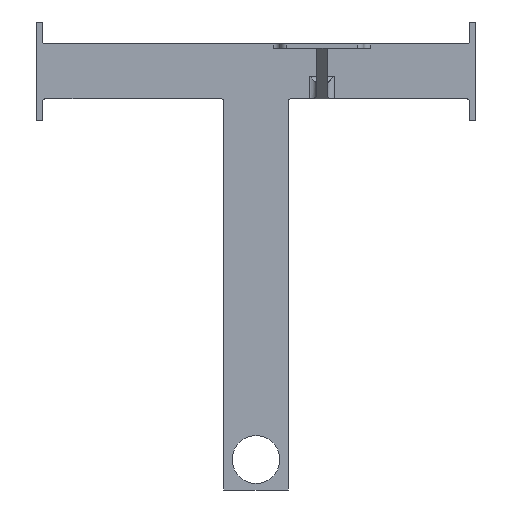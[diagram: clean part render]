
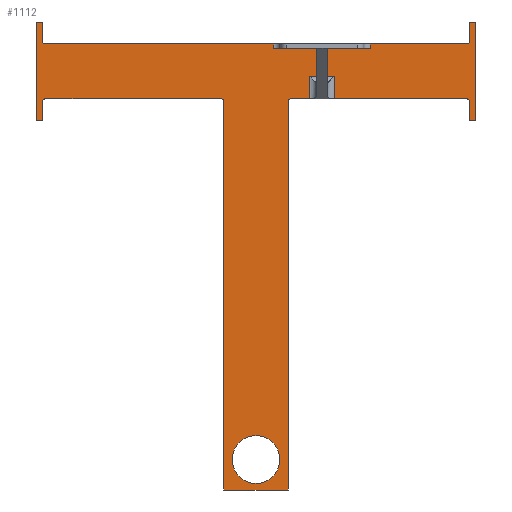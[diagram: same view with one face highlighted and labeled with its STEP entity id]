
A CAD part, front view. The second image highlights one B-rep face of the part: STEP entity #1112.
In plain terms, the highlighted planar face has unit normal (0, -1, 0).
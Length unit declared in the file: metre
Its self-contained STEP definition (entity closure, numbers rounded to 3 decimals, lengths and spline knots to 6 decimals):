
#50=LINE('',#1668,#141);
#54=LINE('',#1676,#145);
#58=LINE('',#1693,#149);
#62=LINE('',#1710,#153);
#66=LINE('',#1727,#157);
#68=LINE('',#1731,#159);
#74=LINE('',#1744,#165);
#77=LINE('',#1750,#168);
#79=LINE('',#1760,#170);
#83=LINE('',#1768,#174);
#84=LINE('',#1770,#175);
#85=LINE('',#1773,#176);
#86=LINE('',#1776,#177);
#87=LINE('',#1780,#178);
#88=LINE('',#1781,#179);
#89=LINE('',#1785,#180);
#90=LINE('',#1788,#181);
#91=LINE('',#1790,#182);
#92=LINE('',#1792,#183);
#93=LINE('',#1795,#184);
#94=LINE('',#1799,#185);
#95=LINE('',#1800,#186);
#96=LINE('',#1804,#187);
#97=LINE('',#1809,#188);
#141=VECTOR('',#1322,1.);
#145=VECTOR('',#1326,1.);
#149=VECTOR('',#1340,1.);
#153=VECTOR('',#1354,1.);
#157=VECTOR('',#1368,1.);
#159=VECTOR('',#1372,1.);
#165=VECTOR('',#1380,1.);
#168=VECTOR('',#1385,1.);
#170=VECTOR('',#1395,1.);
#174=VECTOR('',#1399,1.);
#175=VECTOR('',#1402,1.);
#176=VECTOR('',#1403,1.);
#177=VECTOR('',#1406,1.);
#178=VECTOR('',#1409,1.);
#179=VECTOR('',#1410,1.);
#180=VECTOR('',#1413,1.);
#181=VECTOR('',#1416,1.);
#182=VECTOR('',#1417,1.);
#183=VECTOR('',#1418,1.);
#184=VECTOR('',#1421,1.);
#185=VECTOR('',#1424,1.);
#186=VECTOR('',#1425,1.);
#187=VECTOR('',#1428,1.);
#188=VECTOR('',#1435,1.);
#288=ORIENTED_EDGE('',*,*,#596,.T.);
#289=ORIENTED_EDGE('',*,*,#597,.T.);
#290=ORIENTED_EDGE('',*,*,#595,.F.);
#291=ORIENTED_EDGE('',*,*,#598,.T.);
#292=ORIENTED_EDGE('',*,*,#599,.T.);
#293=ORIENTED_EDGE('',*,*,#600,.T.);
#294=ORIENTED_EDGE('',*,*,#601,.F.);
#295=ORIENTED_EDGE('',*,*,#568,.T.);
#296=ORIENTED_EDGE('',*,*,#602,.T.);
#297=ORIENTED_EDGE('',*,*,#603,.T.);
#298=ORIENTED_EDGE('',*,*,#604,.F.);
#299=ORIENTED_EDGE('',*,*,#605,.T.);
#300=ORIENTED_EDGE('',*,*,#548,.T.);
#301=ORIENTED_EDGE('',*,*,#606,.T.);
#302=ORIENTED_EDGE('',*,*,#607,.T.);
#303=ORIENTED_EDGE('',*,*,#608,.T.);
#304=ORIENTED_EDGE('',*,*,#552,.T.);
#305=ORIENTED_EDGE('',*,*,#609,.T.);
#306=ORIENTED_EDGE('',*,*,#610,.T.);
#307=ORIENTED_EDGE('',*,*,#611,.T.);
#308=ORIENTED_EDGE('',*,*,#612,.F.);
#309=ORIENTED_EDGE('',*,*,#576,.F.);
#310=ORIENTED_EDGE('',*,*,#613,.T.);
#311=ORIENTED_EDGE('',*,*,#614,.T.);
#312=ORIENTED_EDGE('',*,*,#615,.F.);
#313=ORIENTED_EDGE('',*,*,#616,.T.);
#314=ORIENTED_EDGE('',*,*,#560,.F.);
#315=ORIENTED_EDGE('',*,*,#617,.T.);
#316=ORIENTED_EDGE('',*,*,#578,.F.);
#317=ORIENTED_EDGE('',*,*,#584,.T.);
#318=ORIENTED_EDGE('',*,*,#587,.T.);
#319=ORIENTED_EDGE('',*,*,#618,.T.);
#320=ORIENTED_EDGE('',*,*,#591,.F.);
#321=ORIENTED_EDGE('',*,*,#619,.T.);
#322=ORIENTED_EDGE('',*,*,#588,.F.);
#548=EDGE_CURVE('',#704,#703,#50,.T.);
#552=EDGE_CURVE('',#708,#707,#54,.T.);
#560=EDGE_CURVE('',#715,#716,#58,.T.);
#568=EDGE_CURVE('',#724,#723,#62,.T.);
#576=EDGE_CURVE('',#731,#732,#66,.T.);
#578=EDGE_CURVE('',#733,#734,#68,.T.);
#584=EDGE_CURVE('',#733,#738,#74,.T.);
#587=EDGE_CURVE('',#738,#740,#77,.T.);
#588=EDGE_CURVE('',#741,#741,#825,.T.);
#591=EDGE_CURVE('',#744,#745,#79,.T.);
#595=EDGE_CURVE('',#748,#743,#83,.T.);
#596=EDGE_CURVE('',#749,#750,#84,.F.);
#597=EDGE_CURVE('',#750,#743,#85,.T.);
#598=EDGE_CURVE('',#748,#751,#827,.F.);
#599=EDGE_CURVE('',#751,#752,#86,.T.);
#600=EDGE_CURVE('',#752,#753,#828,.T.);
#601=EDGE_CURVE('',#724,#753,#87,.T.);
#602=EDGE_CURVE('',#723,#754,#88,.T.);
#603=EDGE_CURVE('',#754,#755,#829,.T.);
#604=EDGE_CURVE('',#756,#755,#89,.T.);
#605=EDGE_CURVE('',#756,#704,#830,.F.);
#606=EDGE_CURVE('',#703,#757,#90,.F.);
#607=EDGE_CURVE('',#757,#758,#91,.T.);
#608=EDGE_CURVE('',#758,#708,#92,.T.);
#609=EDGE_CURVE('',#707,#759,#831,.F.);
#610=EDGE_CURVE('',#759,#760,#93,.T.);
#611=EDGE_CURVE('',#760,#761,#832,.T.);
#612=EDGE_CURVE('',#732,#761,#94,.T.);
#613=EDGE_CURVE('',#731,#762,#95,.T.);
#614=EDGE_CURVE('',#762,#763,#833,.T.);
#615=EDGE_CURVE('',#764,#763,#96,.T.);
#616=EDGE_CURVE('',#764,#716,#834,.F.);
#617=EDGE_CURVE('',#715,#734,#835,.F.);
#618=EDGE_CURVE('',#740,#745,#836,.F.);
#619=EDGE_CURVE('',#744,#749,#97,.F.);
#703=VERTEX_POINT('',#1667);
#704=VERTEX_POINT('',#1669);
#707=VERTEX_POINT('',#1675);
#708=VERTEX_POINT('',#1677);
#715=VERTEX_POINT('',#1692);
#716=VERTEX_POINT('',#1694);
#723=VERTEX_POINT('',#1709);
#724=VERTEX_POINT('',#1711);
#731=VERTEX_POINT('',#1726);
#732=VERTEX_POINT('',#1728);
#733=VERTEX_POINT('',#1732);
#734=VERTEX_POINT('',#1733);
#738=VERTEX_POINT('',#1743);
#740=VERTEX_POINT('',#1749);
#741=VERTEX_POINT('',#1753);
#743=VERTEX_POINT('',#1758);
#744=VERTEX_POINT('',#1759);
#745=VERTEX_POINT('',#1761);
#748=VERTEX_POINT('',#1767);
#749=VERTEX_POINT('',#1771);
#750=VERTEX_POINT('',#1772);
#751=VERTEX_POINT('',#1775);
#752=VERTEX_POINT('',#1777);
#753=VERTEX_POINT('',#1779);
#754=VERTEX_POINT('',#1782);
#755=VERTEX_POINT('',#1784);
#756=VERTEX_POINT('',#1786);
#757=VERTEX_POINT('',#1789);
#758=VERTEX_POINT('',#1791);
#759=VERTEX_POINT('',#1794);
#760=VERTEX_POINT('',#1796);
#761=VERTEX_POINT('',#1798);
#762=VERTEX_POINT('',#1801);
#763=VERTEX_POINT('',#1803);
#764=VERTEX_POINT('',#1805);
#825=CIRCLE('',#1204,0.010855);
#827=CIRCLE('',#1208,0.001);
#828=CIRCLE('',#1209,0.001);
#829=CIRCLE('',#1210,0.001);
#830=CIRCLE('',#1211,0.001);
#831=CIRCLE('',#1212,0.001);
#832=CIRCLE('',#1213,0.001);
#833=CIRCLE('',#1214,0.001);
#834=CIRCLE('',#1215,0.001);
#835=CIRCLE('',#1216,0.001);
#836=CIRCLE('',#1217,0.001);
#891=EDGE_LOOP('',(#288,#289,#290,#291,#292,#293,#294,#295,#296,#297,#298,
#299,#300,#301,#302,#303,#304,#305,#306,#307,#308,#309,#310,#311,#312,#313,
#314,#315,#316,#317,#318,#319,#320,#321));
#892=EDGE_LOOP('',(#322));
#994=FACE_BOUND('',#891,.T.);
#995=FACE_BOUND('',#892,.T.);
#1081=PLANE('',#1207);
#1112=ADVANCED_FACE('',(#994,#995),#1081,.T.);
#1204=AXIS2_PLACEMENT_3D('',#1752,#1388,#1389);
#1207=AXIS2_PLACEMENT_3D('',#1769,#1400,#1401);
#1208=AXIS2_PLACEMENT_3D('',#1774,#1404,#1405);
#1209=AXIS2_PLACEMENT_3D('',#1778,#1407,#1408);
#1210=AXIS2_PLACEMENT_3D('',#1783,#1411,#1412);
#1211=AXIS2_PLACEMENT_3D('',#1787,#1414,#1415);
#1212=AXIS2_PLACEMENT_3D('',#1793,#1419,#1420);
#1213=AXIS2_PLACEMENT_3D('',#1797,#1422,#1423);
#1214=AXIS2_PLACEMENT_3D('',#1802,#1426,#1427);
#1215=AXIS2_PLACEMENT_3D('',#1806,#1429,#1430);
#1216=AXIS2_PLACEMENT_3D('',#1807,#1431,#1432);
#1217=AXIS2_PLACEMENT_3D('',#1808,#1433,#1434);
#1322=DIRECTION('',(-1.,0.,0.));
#1326=DIRECTION('',(-1.,0.,0.));
#1340=DIRECTION('',(-1.,0.,0.));
#1354=DIRECTION('',(0.,0.,1.));
#1368=DIRECTION('',(0.,0.,1.));
#1372=DIRECTION('',(0.,0.,1.));
#1380=DIRECTION('',(1.,0.,0.));
#1385=DIRECTION('',(0.,0.,1.));
#1388=DIRECTION('',(0.,-1.,0.));
#1389=DIRECTION('',(0.,0.,-1.));
#1395=DIRECTION('',(-1.,0.,0.));
#1399=DIRECTION('',(-1.,0.,0.));
#1400=DIRECTION('',(0.,-1.,0.));
#1401=DIRECTION('',(1.,0.,0.));
#1402=DIRECTION('',(-1.,0.,0.));
#1403=DIRECTION('',(0.,0.,-1.));
#1404=DIRECTION('',(0.,-1.,0.));
#1405=DIRECTION('',(0.,0.,-1.));
#1406=DIRECTION('',(0.,0.,-1.));
#1407=DIRECTION('',(0.,-1.,0.));
#1408=DIRECTION('',(0.,0.,-1.));
#1409=DIRECTION('',(-1.,0.,0.));
#1410=DIRECTION('',(-1.,0.,0.));
#1411=DIRECTION('',(0.,-1.,0.));
#1412=DIRECTION('',(0.,0.,-1.));
#1413=DIRECTION('',(0.,0.,1.));
#1414=DIRECTION('',(0.,-1.,0.));
#1415=DIRECTION('',(0.,0.,-1.));
#1416=DIRECTION('',(0.,0.,1.));
#1417=DIRECTION('',(-1.,0.,0.));
#1418=DIRECTION('',(0.,0.,1.));
#1419=DIRECTION('',(0.,-1.,0.));
#1420=DIRECTION('',(0.,0.,-1.));
#1421=DIRECTION('',(0.,0.,1.));
#1422=DIRECTION('',(0.,-1.,0.));
#1423=DIRECTION('',(0.,0.,-1.));
#1424=DIRECTION('',(1.,0.,0.));
#1425=DIRECTION('',(1.,0.,0.));
#1426=DIRECTION('',(0.,-1.,0.));
#1427=DIRECTION('',(0.,0.,-1.));
#1428=DIRECTION('',(0.,0.,-1.));
#1429=DIRECTION('',(0.,-1.,0.));
#1430=DIRECTION('',(0.,0.,-1.));
#1431=DIRECTION('',(0.,-1.,0.));
#1432=DIRECTION('',(0.,0.,-1.));
#1433=DIRECTION('',(0.,-1.,0.));
#1434=DIRECTION('',(0.,0.,-1.));
#1435=DIRECTION('',(0.,0.,-1.));
#1667=CARTESIAN_POINT('',(0.051961,-0.025,0.2028));
#1668=CARTESIAN_POINT('',(0.,-0.025,0.2028));
#1669=CARTESIAN_POINT('',(0.096,-0.025,0.2028));
#1675=CARTESIAN_POINT('',(-0.096,-0.025,0.2028));
#1676=CARTESIAN_POINT('',(0.,-0.025,0.2028));
#1677=CARTESIAN_POINT('',(0.008039,-0.025,0.2028));
#1692=CARTESIAN_POINT('',(-0.015605,-0.025,0.1778));
#1693=CARTESIAN_POINT('',(-0.057302,-0.025,0.1778));
#1694=CARTESIAN_POINT('',(-0.096,-0.025,0.1778));
#1709=CARTESIAN_POINT('',(0.1,-0.025,0.2128));
#1710=CARTESIAN_POINT('',(0.1,-0.025,0.1903));
#1711=CARTESIAN_POINT('',(0.1,-0.025,0.1678));
#1726=CARTESIAN_POINT('',(-0.1,-0.025,0.1678));
#1727=CARTESIAN_POINT('',(-0.1,-0.025,0.1903));
#1728=CARTESIAN_POINT('',(-0.1,-0.025,0.2128));
#1731=CARTESIAN_POINT('',(-0.014605,-0.025,0.0889));
#1732=CARTESIAN_POINT('',(-0.014605,-0.025,0.));
#1733=CARTESIAN_POINT('',(-0.014605,-0.025,0.1768));
#1743=CARTESIAN_POINT('',(0.014605,-0.025,0.));
#1744=CARTESIAN_POINT('',(0.,-0.025,0.));
#1749=CARTESIAN_POINT('',(0.014605,-0.025,0.1768));
#1750=CARTESIAN_POINT('',(0.014605,-0.025,0.0889));
#1752=CARTESIAN_POINT('',(0.,-0.025,0.013855));
#1753=CARTESIAN_POINT('',(0.,-0.025,0.003));
#1758=CARTESIAN_POINT('',(0.0355,-0.025,0.1778));
#1759=CARTESIAN_POINT('',(0.0245,-0.025,0.1778));
#1760=CARTESIAN_POINT('',(0.057302,-0.025,0.1778));
#1761=CARTESIAN_POINT('',(0.015605,-0.025,0.1778));
#1767=CARTESIAN_POINT('',(0.096,-0.025,0.1778));
#1768=CARTESIAN_POINT('',(0.057302,-0.025,0.1778));
#1769=CARTESIAN_POINT('',(0.,-0.025,0.1014));
#1770=CARTESIAN_POINT('',(0.0325,-0.025,0.188178));
#1771=CARTESIAN_POINT('',(0.0245,-0.025,0.188178));
#1772=CARTESIAN_POINT('',(0.0355,-0.025,0.188178));
#1773=CARTESIAN_POINT('',(0.0355,-0.025,0.1778));
#1774=CARTESIAN_POINT('',(0.096,-0.025,0.1768));
#1775=CARTESIAN_POINT('',(0.097,-0.025,0.1768));
#1776=CARTESIAN_POINT('',(0.097,-0.025,0.1728));
#1777=CARTESIAN_POINT('',(0.097,-0.025,0.1688));
#1778=CARTESIAN_POINT('',(0.098,-0.025,0.1688));
#1779=CARTESIAN_POINT('',(0.098,-0.025,0.1678));
#1780=CARTESIAN_POINT('',(0.0985,-0.025,0.1678));
#1781=CARTESIAN_POINT('',(0.0985,-0.025,0.2128));
#1782=CARTESIAN_POINT('',(0.098,-0.025,0.2128));
#1783=CARTESIAN_POINT('',(0.098,-0.025,0.2118));
#1784=CARTESIAN_POINT('',(0.097,-0.025,0.2118));
#1785=CARTESIAN_POINT('',(0.097,-0.025,0.2078));
#1786=CARTESIAN_POINT('',(0.097,-0.025,0.2038));
#1787=CARTESIAN_POINT('',(0.096,-0.025,0.2038));
#1788=CARTESIAN_POINT('',(0.051961,-0.025,0.1014));
#1789=CARTESIAN_POINT('',(0.051961,-0.025,0.2008));
#1790=CARTESIAN_POINT('',(0.,-0.025,0.2008));
#1791=CARTESIAN_POINT('',(0.008039,-0.025,0.2008));
#1792=CARTESIAN_POINT('',(0.008039,-0.025,0.2028));
#1793=CARTESIAN_POINT('',(-0.096,-0.025,0.2038));
#1794=CARTESIAN_POINT('',(-0.097,-0.025,0.2038));
#1795=CARTESIAN_POINT('',(-0.097,-0.025,0.2078));
#1796=CARTESIAN_POINT('',(-0.097,-0.025,0.2118));
#1797=CARTESIAN_POINT('',(-0.098,-0.025,0.2118));
#1798=CARTESIAN_POINT('',(-0.098,-0.025,0.2128));
#1799=CARTESIAN_POINT('',(-0.0985,-0.025,0.2128));
#1800=CARTESIAN_POINT('',(-0.0985,-0.025,0.1678));
#1801=CARTESIAN_POINT('',(-0.098,-0.025,0.1678));
#1802=CARTESIAN_POINT('',(-0.098,-0.025,0.1688));
#1803=CARTESIAN_POINT('',(-0.097,-0.025,0.1688));
#1804=CARTESIAN_POINT('',(-0.097,-0.025,0.1728));
#1805=CARTESIAN_POINT('',(-0.097,-0.025,0.1768));
#1806=CARTESIAN_POINT('',(-0.096,-0.025,0.1768));
#1807=CARTESIAN_POINT('',(-0.015605,-0.025,0.1768));
#1808=CARTESIAN_POINT('',(0.015605,-0.025,0.1768));
#1809=CARTESIAN_POINT('',(0.0245,-0.025,0.1014));
